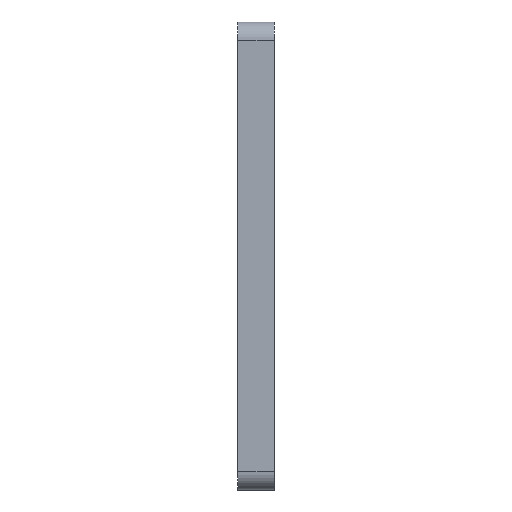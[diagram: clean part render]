
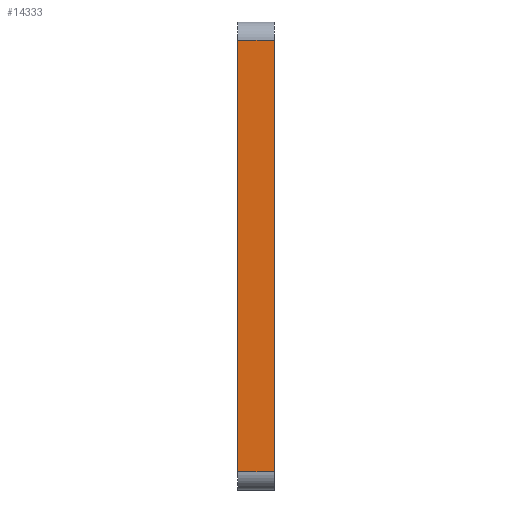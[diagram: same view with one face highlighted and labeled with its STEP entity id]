
A CAD part, left-side view. The second image highlights one B-rep face of the part: STEP entity #14333.
In plain terms, the highlighted planar face has unit normal (-1, 0, 0).
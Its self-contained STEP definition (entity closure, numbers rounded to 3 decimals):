
#1379 = AXIS2_PLACEMENT_3D ( 'NONE', #12589, #8106, #8213 ) ;
#2121 = VERTEX_POINT ( 'NONE', #10116 ) ;
#2419 = VECTOR ( 'NONE', #4846, 1000. ) ;
#2430 = VECTOR ( 'NONE', #12431, 1000. ) ;
#2633 = ORIENTED_EDGE ( 'NONE', *, *, #5022, .T. ) ;
#3015 = EDGE_CURVE ( 'NONE', #7377, #8498, #12043, .T. ) ;
#3455 = VERTEX_POINT ( 'NONE', #4028 ) ;
#3815 = FACE_OUTER_BOUND ( 'NONE', #10973, .T. ) ;
#4028 = CARTESIAN_POINT ( 'NONE',  ( -25.5, 4., -23.5 ) ) ;
#4846 = DIRECTION ( 'NONE',  ( 0., 0., 1. ) ) ;
#4890 = CARTESIAN_POINT ( 'NONE',  ( -25.5, 4., -23.5 ) ) ;
#5022 = EDGE_CURVE ( 'NONE', #3455, #7377, #8264, .T. ) ;
#5521 = LINE ( 'NONE', #13597, #2419 ) ;
#7022 = VECTOR ( 'NONE', #13637, 1000. ) ;
#7231 = VECTOR ( 'NONE', #11187, 1000. ) ;
#7351 = ORIENTED_EDGE ( 'NONE', *, *, #3015, .T. ) ;
#7377 = VERTEX_POINT ( 'NONE', #8460 ) ;
#8080 = CARTESIAN_POINT ( 'NONE',  ( -25.5, 0., 23.5 ) ) ;
#8106 = DIRECTION ( 'NONE',  ( 1., 0., 0. ) ) ;
#8213 = DIRECTION ( 'NONE',  ( 0., 0., -1. ) ) ;
#8264 = LINE ( 'NONE', #4890, #7022 ) ;
#8460 = CARTESIAN_POINT ( 'NONE',  ( -25.5, 0., -23.5 ) ) ;
#8498 = VERTEX_POINT ( 'NONE', #8080 ) ;
#9572 = LINE ( 'NONE', #11230, #2430 ) ;
#10116 = CARTESIAN_POINT ( 'NONE',  ( -25.5, 4., 23.5 ) ) ;
#10973 = EDGE_LOOP ( 'NONE', ( #7351, #12919, #13739, #2633 ) ) ;
#11187 = DIRECTION ( 'NONE',  ( 0., 0., 1. ) ) ;
#11230 = CARTESIAN_POINT ( 'NONE',  ( -25.5, 4., 23.5 ) ) ;
#11237 = CARTESIAN_POINT ( 'NONE',  ( -25.5, 0., -25.5 ) ) ;
#11280 = EDGE_CURVE ( 'NONE', #8498, #2121, #9572, .T. ) ;
#12043 = LINE ( 'NONE', #11237, #7231 ) ;
#12431 = DIRECTION ( 'NONE',  ( 0., 1., 0. ) ) ;
#12443 = EDGE_CURVE ( 'NONE', #3455, #2121, #5521, .T. ) ;
#12589 = CARTESIAN_POINT ( 'NONE',  ( -25.5, 4., -25.5 ) ) ;
#12919 = ORIENTED_EDGE ( 'NONE', *, *, #11280, .T. ) ;
#13597 = CARTESIAN_POINT ( 'NONE',  ( -25.5, 4., -25.5 ) ) ;
#13624 = PLANE ( 'NONE',  #1379 ) ;
#13637 = DIRECTION ( 'NONE',  ( 0., -1., 0. ) ) ;
#13739 = ORIENTED_EDGE ( 'NONE', *, *, #12443, .F. ) ;
#14333 = ADVANCED_FACE ( 'NONE', ( #3815 ), #13624, .F. ) ;
